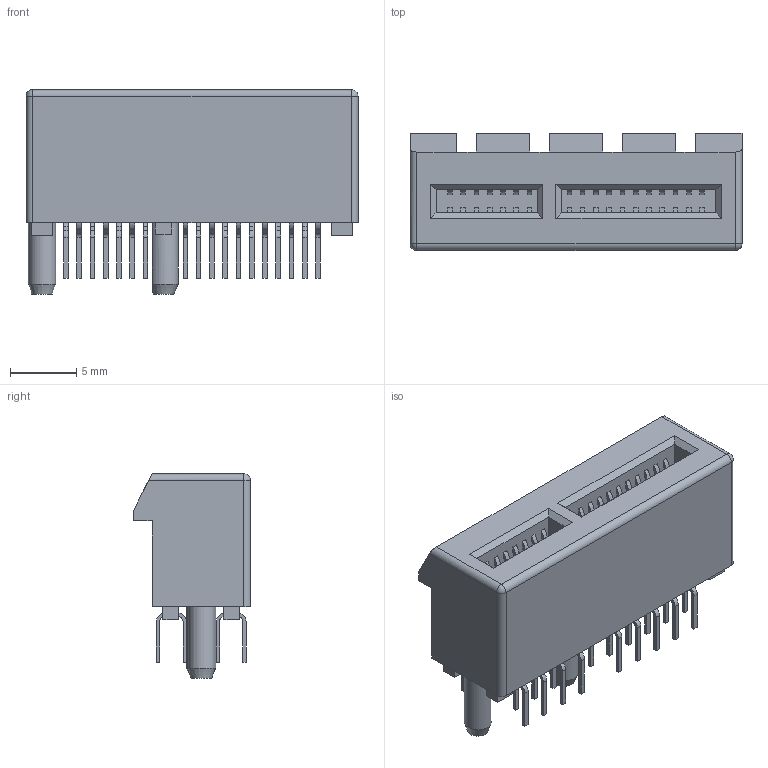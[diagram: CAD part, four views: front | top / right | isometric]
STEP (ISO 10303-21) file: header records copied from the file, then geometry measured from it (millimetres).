
FILE_DESCRIPTION(/* description */ (''),/* implementation_level */ '2;1');
FILE_NAME(/* name */ 'Amphenol - 10018783-11200TLF.step',/* time_stamp */ '2022-10-04T11:48:54+01:00',/* author */ (''),/* organization */ (''),/* preprocessor_version */ 'ST-DEVELOPER v19',/* originating_system */ 'Autodesk Translation Framework v11.7.0.108',/* authorisation */ '');
FILE_SCHEMA (('AUTOMOTIVE_DESIGN { 1 0 10303 214 3 1 1 }'));
Length unit declared in the file: millimetre
Products named in the file (1): Amphenol - 10018783-11200TLF
Bounding box: 25 x 8.8 x 15.4 mm (x, y, z)
Volume: 1693.6 mm3; surface area: 1856.1 mm2
Topology: 1 solids, 1 shells, 637 faces, 1747 edges, 1156 vertices
Faces by surface type: plane 410, cylinder 223, sphere 2, cone 2
Full cylindrical faces by diameter (mm): 2.05 x1
Entity records: 20472 total; most frequent: CARTESIAN_POINT 3543, ORIENTED_EDGE 3494, DIRECTION 3476, EDGE_CURVE 1747, LINE 1292, VECTOR 1292, VERTEX_POINT 1156, AXIS2_PLACEMENT_3D 1092
